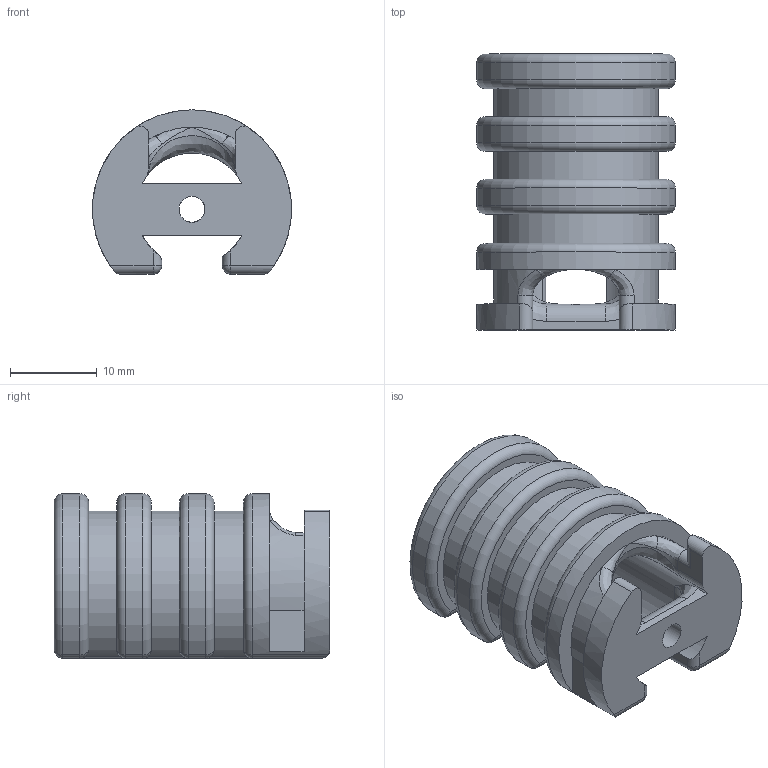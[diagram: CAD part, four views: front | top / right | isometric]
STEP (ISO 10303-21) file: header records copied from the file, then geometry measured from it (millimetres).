
FILE_DESCRIPTION(/* description */ (''),/* implementation_level */ '2;1');
FILE_NAME(/* name */ 'X_carriage_-_Cable_locker_REMIX.step',/* time_stamp */ '2020-02-02T11:20:52-05:00',/* author */ (''),/* organization */ (''),/* preprocessor_version */ 'ST-DEVELOPER v18',/* originating_system */ 'Autodesk Translation Framework v8.12.0.6',/* authorisation */ '');
FILE_SCHEMA (('AUTOMOTIVE_DESIGN { 1 0 10303 214 3 1 1 }'));
Length unit declared in the file: millimetre
Products named in the file (1): X_carriage_-_Cable_locker
Bounding box: 23 x 31.9 x 19 mm (x, y, z)
Volume: 5666.1 mm3; surface area: 4074.5 mm2
Topology: 1 solids, 1 shells, 116 faces, 286 edges, 167 vertices
Faces by surface type: cylinder 57, plane 22, sphere 19, torus 10, bspline 8
Full cylindrical faces by diameter (mm): 3 x1
Entity records: 4064 total; most frequent: CARTESIAN_POINT 1289, DIRECTION 604, ORIENTED_EDGE 568, EDGE_CURVE 284, AXIS2_PLACEMENT_3D 245, VERTEX_POINT 167, EDGE_LOOP 117, FACE_OUTER_BOUND 116
